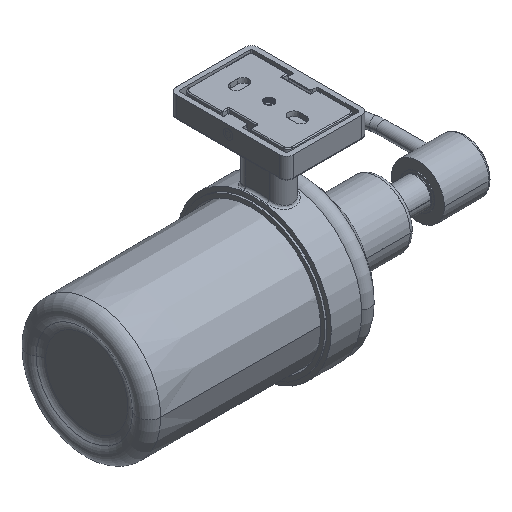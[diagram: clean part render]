
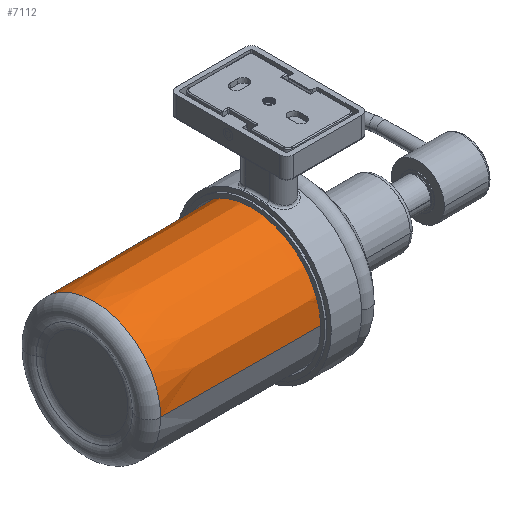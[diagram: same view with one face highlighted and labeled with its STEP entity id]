
A CAD part, isometric view. The second image highlights one B-rep face of the part: STEP entity #7112.
In plain terms, the highlighted conical face has half-angle 0.233 degrees and reference radius 28.683 mm.
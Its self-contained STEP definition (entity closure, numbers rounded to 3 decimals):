
#4700=CARTESIAN_POINT('',(0.,-4.863,0.));
#4701=DIRECTION('',(0.,-1.,0.));
#4702=DIRECTION('',(1.,0.,0.));
#4703=AXIS2_PLACEMENT_3D('',#4700,#4701,#4702);
#4705=CARTESIAN_POINT('',(0.,-4.863,0.));
#4706=DIRECTION('',(0.,-1.,0.));
#4707=DIRECTION('',(-1.,0.,0.007));
#4708=AXIS2_PLACEMENT_3D('',#4705,#4706,#4707);
#5541=DIRECTION('',(0.004,1.,0.));
#5542=VECTOR('',#5541,80.158);
#5543=CARTESIAN_POINT('',(28.52,-85.02,
0.));
#5544=LINE('',#5543,#5542);
#5545=DIRECTION('',(-0.004,1.,0.));
#5546=VECTOR('',#5545,80.158);
#5547=CARTESIAN_POINT('',(-28.52,-85.02,
0.));
#5548=LINE('',#5547,#5546);
#5554=CARTESIAN_POINT('',(0.,-85.02,0.));
#5555=DIRECTION('',(0.,1.,0.));
#5556=DIRECTION('',(-1.,0.,0.));
#5557=AXIS2_PLACEMENT_3D('',#5554,#5555,#5556);
#5559=CARTESIAN_POINT('',(0.,-85.02,0.));
#5560=DIRECTION('',(0.,1.,0.));
#5561=DIRECTION('',(1.,0.,0.008));
#5562=AXIS2_PLACEMENT_3D('',#5559,#5560,#5561);
#5653=CARTESIAN_POINT('',(28.846,-4.863,
0.));
#5654=VERTEX_POINT('',#5653);
#5655=CARTESIAN_POINT('',(-28.846,-4.863,
0.216));
#5656=VERTEX_POINT('',#5655);
#5657=CARTESIAN_POINT('',(-28.846,-4.863,
0.));
#5658=VERTEX_POINT('',#5657);
#5794=CARTESIAN_POINT('',(-28.52,-85.02,
0.));
#5795=VERTEX_POINT('',#5794);
#5798=CARTESIAN_POINT('',(28.52,-85.02,0.));
#5799=VERTEX_POINT('',#5798);
#5800=CARTESIAN_POINT('',(28.519,-85.02,
0.222));
#5801=VERTEX_POINT('',#5800);
#7097=CARTESIAN_POINT('',(0.,-44.942,0.));
#7098=DIRECTION('',(0.,1.,0.));
#7099=DIRECTION('',(1.,0.,0.));
#7100=AXIS2_PLACEMENT_3D('',#7097,#7098,#7099);
#7101=CONICAL_SURFACE('',#7100,28.683,0.233);
#7102=ORIENTED_EDGE('',*,*,#5855,.F.);
#7103=ORIENTED_EDGE('',*,*,#5853,.F.);
#7104=ORIENTED_EDGE('',*,*,#7092,.F.);
#7106=ORIENTED_EDGE('',*,*,#7105,.F.);
#7108=ORIENTED_EDGE('',*,*,#7107,.F.);
#7109=ORIENTED_EDGE('',*,*,#7086,.T.);
#7110=EDGE_LOOP('',(#7102,#7103,#7104,#7106,#7108,#7109));
#7111=FACE_OUTER_BOUND('',#7110,.F.);
#4704=CIRCLE('',#4703,28.846);
#4709=CIRCLE('',#4708,28.846);
#5558=CIRCLE('',#5557,28.52);
#5563=CIRCLE('',#5562,28.52);
#5853=EDGE_CURVE('',#5654,#5656,#4704,.T.);
#5855=EDGE_CURVE('',#5656,#5658,#4709,.T.);
#7086=EDGE_CURVE('',#5795,#5658,#5548,.T.);
#7092=EDGE_CURVE('',#5799,#5654,#5544,.T.);
#7105=EDGE_CURVE('',#5801,#5799,#5563,.T.);
#7107=EDGE_CURVE('',#5795,#5801,#5558,.T.);
#7112=ADVANCED_FACE('',(#7111),#7101,.T.);
